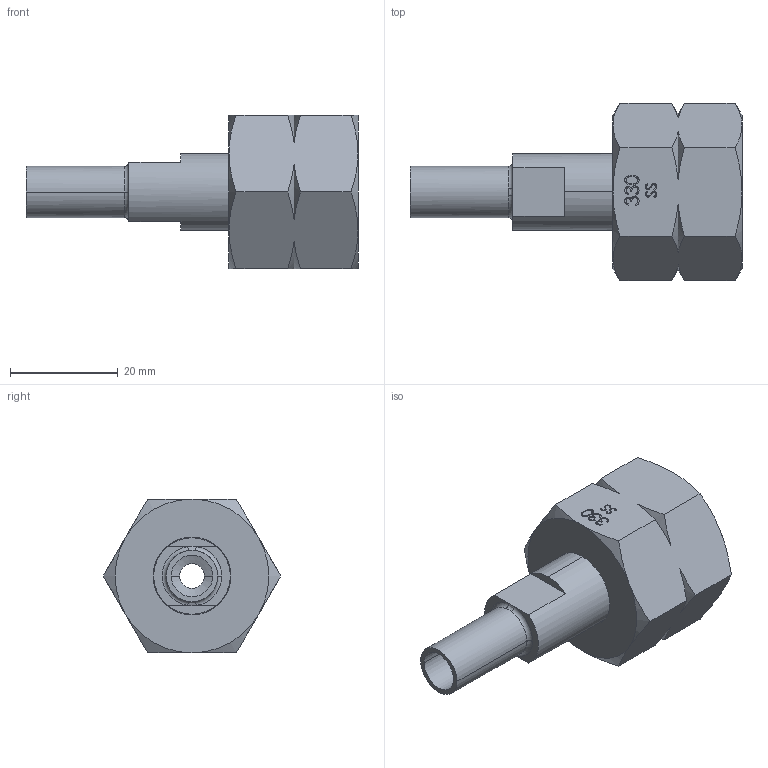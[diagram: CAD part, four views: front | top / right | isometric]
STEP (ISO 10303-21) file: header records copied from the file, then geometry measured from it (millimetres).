
FILE_DESCRIPTION (( 'STEP AP203' ), '1' );
FILE_NAME ('INL-330SS-6TS-P.STEP', '2024-11-14T20:39:12', ( '' ), ( '' ), 'SwSTEP 2.0', 'SolidWorks 2018', '' );
FILE_SCHEMA (( 'CONFIG_CONTROL_DESIGN' ));
Length unit declared in the file: inch
Products named in the file (4): PRT-000260; INL-330SS-6TS-P; PRT-000451; PRT-000034
Assembly tree (3 placements, depth 2):
  INL-330SS-6TS-P
    PRT-000451
    PRT-000034
    PRT-000260
Bounding box: 61.73 x 33 x 28.57 mm (x, y, z)
Volume: 16022.8 mm3; surface area: 8987.5 mm2
Topology: 3 solids, 3 shells, 184 faces, 565 edges, 396 vertices
Faces by surface type: bspline 72, cone 40, plane 37, cylinder 28, torus 7
Entity records: 13346 total; most frequent: CARTESIAN_POINT 8547, ORIENTED_EDGE 1130, DIRECTION 588, EDGE_CURVE 565, VERTEX_POINT 396, B_SPLINE_CURVE_WITH_KNOTS 306, AXIS2_PLACEMENT_3D 211, EDGE_LOOP 199
